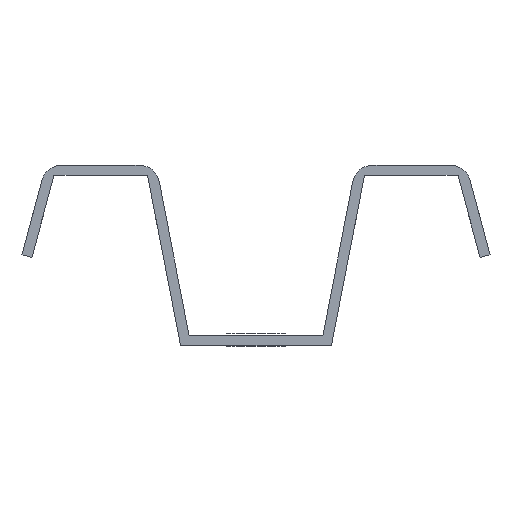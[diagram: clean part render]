
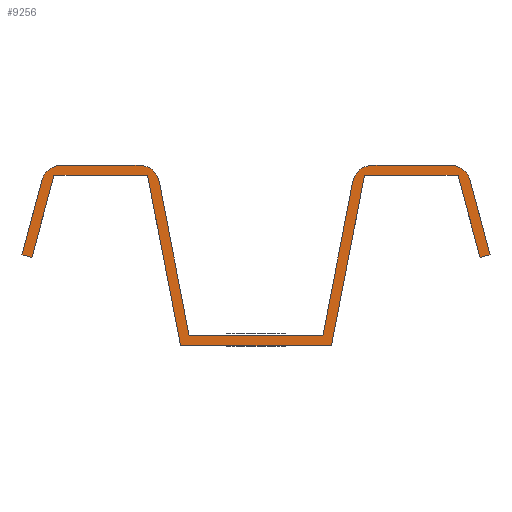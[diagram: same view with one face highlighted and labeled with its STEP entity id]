
A CAD part, front view. The second image highlights one B-rep face of the part: STEP entity #9256.
In plain terms, the highlighted planar face has unit normal (0, -1, 0).
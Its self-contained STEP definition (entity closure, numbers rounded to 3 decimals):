
#502=FACE_OUTER_BOUND('',#884,.T.);
#884=EDGE_LOOP('',(#8497,#8498,#8499,#8500,#8501,#8502,#8503,#8504,#8505,
#8506,#8507,#8508,#8509,#8510,#8511,#8512,#8513,#8514,#8515,#8516));
#1105=CIRCLE('',#9712,3.);
#1108=CIRCLE('',#9718,3.);
#1109=CIRCLE('',#9720,3.);
#1112=CIRCLE('',#9726,3.);
#1217=LINE('',#12668,#2389);
#1380=LINE('',#12996,#2552);
#1385=LINE('',#13011,#2557);
#1552=LINE('',#13347,#2724);
#1874=LINE('',#14253,#3046);
#1883=LINE('',#14278,#3055);
#2203=LINE('',#14874,#3375);
#2211=LINE('',#14884,#3383);
#2247=LINE('',#14942,#3419);
#2255=LINE('',#14952,#3427);
#2277=LINE('',#15026,#3449);
#2278=LINE('',#15030,#3450);
#2281=LINE('',#15034,#3453);
#2282=LINE('',#15037,#3454);
#2283=LINE('',#15040,#3455);
#2284=LINE('',#15043,#3456);
#2389=VECTOR('',#10200,1.);
#2552=VECTOR('',#10369,1.);
#2557=VECTOR('',#10382,1.);
#2724=VECTOR('',#10559,1.);
#3046=VECTOR('',#11425,1.);
#3055=VECTOR('',#11450,1.);
#3375=VECTOR('',#12014,1.);
#3383=VECTOR('',#12024,1.);
#3419=VECTOR('',#12100,1.);
#3427=VECTOR('',#12110,1.);
#3449=VECTOR('',#12234,1.);
#3450=VECTOR('',#12239,1.);
#3453=VECTOR('',#12244,1.);
#3454=VECTOR('',#12249,1.);
#3455=VECTOR('',#12254,1.);
#3456=VECTOR('',#12259,1.);
#3603=VERTEX_POINT('',#12665);
#3604=VERTEX_POINT('',#12667);
#3765=VERTEX_POINT('',#12993);
#3766=VERTEX_POINT('',#12995);
#3771=VERTEX_POINT('',#13008);
#3772=VERTEX_POINT('',#13010);
#3935=VERTEX_POINT('',#13344);
#3936=VERTEX_POINT('',#13346);
#4245=VERTEX_POINT('',#14243);
#4248=VERTEX_POINT('',#14251);
#4253=VERTEX_POINT('',#14268);
#4256=VERTEX_POINT('',#14276);
#4409=VERTEX_POINT('',#14871);
#4410=VERTEX_POINT('',#14873);
#4411=VERTEX_POINT('',#14882);
#4412=VERTEX_POINT('',#14939);
#4413=VERTEX_POINT('',#14941);
#4414=VERTEX_POINT('',#14950);
#4415=VERTEX_POINT('',#15024);
#4416=VERTEX_POINT('',#15029);
#4608=EDGE_CURVE('',#3604,#3603,#1217,.T.);
#4772=EDGE_CURVE('',#3766,#3765,#1380,.T.);
#4779=EDGE_CURVE('',#3772,#3771,#1385,.T.);
#4948=EDGE_CURVE('',#3936,#3935,#1552,.T.);
#5415=EDGE_CURVE('',#4245,#3765,#1105,.T.);
#5420=EDGE_CURVE('',#4245,#4248,#1874,.T.);
#5427=EDGE_CURVE('',#3604,#4248,#1108,.T.);
#5428=EDGE_CURVE('',#4253,#3935,#1109,.T.);
#5433=EDGE_CURVE('',#4253,#4256,#1883,.T.);
#5440=EDGE_CURVE('',#3772,#4256,#1112,.T.);
#5755=EDGE_CURVE('',#4410,#4409,#2203,.T.);
#5763=EDGE_CURVE('',#4409,#4411,#2211,.T.);
#5799=EDGE_CURVE('',#4413,#4412,#2247,.T.);
#5807=EDGE_CURVE('',#4412,#4414,#2255,.T.);
#5829=EDGE_CURVE('',#4411,#4415,#2277,.T.);
#5830=EDGE_CURVE('',#4416,#4410,#2278,.T.);
#5833=EDGE_CURVE('',#4414,#4416,#2281,.T.);
#5834=EDGE_CURVE('',#3771,#4413,#2282,.T.);
#5835=EDGE_CURVE('',#3603,#3936,#2283,.T.);
#5836=EDGE_CURVE('',#4415,#3766,#2284,.T.);
#8497=ORIENTED_EDGE('',*,*,#5415,.F.);
#8498=ORIENTED_EDGE('',*,*,#5420,.T.);
#8499=ORIENTED_EDGE('',*,*,#5427,.F.);
#8500=ORIENTED_EDGE('',*,*,#4608,.T.);
#8501=ORIENTED_EDGE('',*,*,#5835,.T.);
#8502=ORIENTED_EDGE('',*,*,#4948,.T.);
#8503=ORIENTED_EDGE('',*,*,#5428,.F.);
#8504=ORIENTED_EDGE('',*,*,#5433,.T.);
#8505=ORIENTED_EDGE('',*,*,#5440,.F.);
#8506=ORIENTED_EDGE('',*,*,#4779,.T.);
#8507=ORIENTED_EDGE('',*,*,#5834,.T.);
#8508=ORIENTED_EDGE('',*,*,#5799,.T.);
#8509=ORIENTED_EDGE('',*,*,#5807,.T.);
#8510=ORIENTED_EDGE('',*,*,#5833,.T.);
#8511=ORIENTED_EDGE('',*,*,#5830,.T.);
#8512=ORIENTED_EDGE('',*,*,#5755,.T.);
#8513=ORIENTED_EDGE('',*,*,#5763,.T.);
#8514=ORIENTED_EDGE('',*,*,#5829,.T.);
#8515=ORIENTED_EDGE('',*,*,#5836,.T.);
#8516=ORIENTED_EDGE('',*,*,#4772,.T.);
#8874=PLANE('',#9927);
#9256=ADVANCED_FACE('',(#502),#8874,.T.);
#9712=AXIS2_PLACEMENT_3D('',#14244,#11416,#11417);
#9718=AXIS2_PLACEMENT_3D('',#14266,#11437,#11438);
#9720=AXIS2_PLACEMENT_3D('',#14269,#11441,#11442);
#9726=AXIS2_PLACEMENT_3D('',#14291,#11462,#11463);
#9927=AXIS2_PLACEMENT_3D('',#15044,#12260,#12261);
#10200=DIRECTION('',(-0.191,0.,-0.982));
#10369=DIRECTION('',(-0.259,0.,0.966));
#10382=DIRECTION('',(-0.259,0.,-0.966));
#10559=DIRECTION('',(-0.191,0.,0.982));
#11416=DIRECTION('center_axis',(0.,1.,0.));
#11417=DIRECTION('ref_axis',(0.609,0.,0.793));
#11425=DIRECTION('',(-1.,0.,0.));
#11437=DIRECTION('center_axis',(0.,1.,0.));
#11438=DIRECTION('ref_axis',(-0.636,0.,0.772));
#11441=DIRECTION('center_axis',(0.,1.,0.));
#11442=DIRECTION('ref_axis',(0.636,0.,0.772));
#11450=DIRECTION('',(-1.,0.,0.));
#11462=DIRECTION('center_axis',(0.,1.,0.));
#11463=DIRECTION('ref_axis',(-0.609,0.,0.793));
#12014=DIRECTION('',(0.191,0.,0.982));
#12024=DIRECTION('',(1.,0.,0.));
#12100=DIRECTION('',(0.259,0.,0.966));
#12110=DIRECTION('',(1.,0.,0.));
#12234=DIRECTION('',(0.259,0.,-0.966));
#12239=DIRECTION('',(1.,0.,0.));
#12244=DIRECTION('',(0.191,0.,-0.982));
#12249=DIRECTION('',(0.966,0.,-0.259));
#12254=DIRECTION('',(-1.,0.,0.));
#12259=DIRECTION('',(0.966,0.,0.259));
#12260=DIRECTION('center_axis',(0.,-1.,0.));
#12261=DIRECTION('ref_axis',(0.,0.,-1.));
#12665=CARTESIAN_POINT('',(106.278,-399.598,-11.625));
#12667=CARTESIAN_POINT('',(110.617,-399.598,10.698));
#12668=CARTESIAN_POINT('',(111.089,-399.598,13.125));
#12993=CARTESIAN_POINT('',(127.686,-399.598,10.902));
#12995=CARTESIAN_POINT('',(130.585,-399.598,0.085));
#12996=CARTESIAN_POINT('',(130.585,-399.598,0.085));
#13008=CARTESIAN_POINT('',(62.498,-399.598,0.085));
#13010=CARTESIAN_POINT('',(65.396,-399.598,10.902));
#13011=CARTESIAN_POINT('',(65.992,-399.598,13.125));
#13344=CARTESIAN_POINT('',(82.465,-399.598,10.698));
#13346=CARTESIAN_POINT('',(86.805,-399.598,-11.625));
#13347=CARTESIAN_POINT('',(86.805,-399.598,-11.625));
#14243=CARTESIAN_POINT('',(124.789,-399.598,13.125));
#14244=CARTESIAN_POINT('Origin',(124.789,-399.598,10.125));
#14251=CARTESIAN_POINT('',(113.562,-399.598,13.125));
#14253=CARTESIAN_POINT('',(127.091,-399.598,13.125));
#14266=CARTESIAN_POINT('Origin',(113.562,-399.598,10.125));
#14268=CARTESIAN_POINT('',(79.521,-399.598,13.125));
#14269=CARTESIAN_POINT('Origin',(79.521,-399.598,10.125));
#14276=CARTESIAN_POINT('',(68.294,-399.598,13.125));
#14278=CARTESIAN_POINT('',(81.994,-399.598,13.125));
#14291=CARTESIAN_POINT('Origin',(68.294,-399.598,10.125));
#14871=CARTESIAN_POINT('',(112.325,-399.598,11.625));
#14873=CARTESIAN_POINT('',(107.514,-399.598,-13.125));
#14874=CARTESIAN_POINT('',(107.514,-399.598,-13.125));
#14882=CARTESIAN_POINT('',(125.94,-399.598,11.625));
#14884=CARTESIAN_POINT('',(112.325,-399.598,11.625));
#14939=CARTESIAN_POINT('',(67.143,-399.598,11.625));
#14941=CARTESIAN_POINT('',(63.946,-399.598,-0.303));
#14942=CARTESIAN_POINT('',(63.946,-399.598,-0.303));
#14950=CARTESIAN_POINT('',(80.757,-399.598,11.625));
#14952=CARTESIAN_POINT('',(67.143,-399.598,11.625));
#15024=CARTESIAN_POINT('',(129.136,-399.598,-0.303));
#15026=CARTESIAN_POINT('',(125.94,-399.598,11.625));
#15029=CARTESIAN_POINT('',(85.568,-399.598,-13.125));
#15030=CARTESIAN_POINT('',(85.568,-399.598,-13.125));
#15034=CARTESIAN_POINT('',(80.757,-399.598,11.625));
#15037=CARTESIAN_POINT('',(62.498,-399.598,0.085));
#15040=CARTESIAN_POINT('',(106.278,-399.598,-11.625));
#15043=CARTESIAN_POINT('',(129.136,-399.598,-0.303));
#15044=CARTESIAN_POINT('Origin',(96.541,-399.598,2.108));
